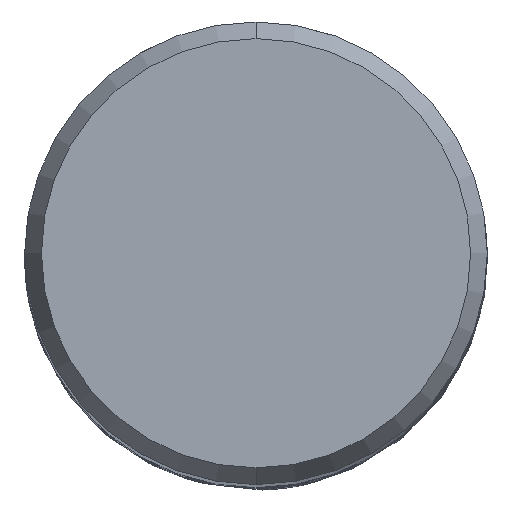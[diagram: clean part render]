
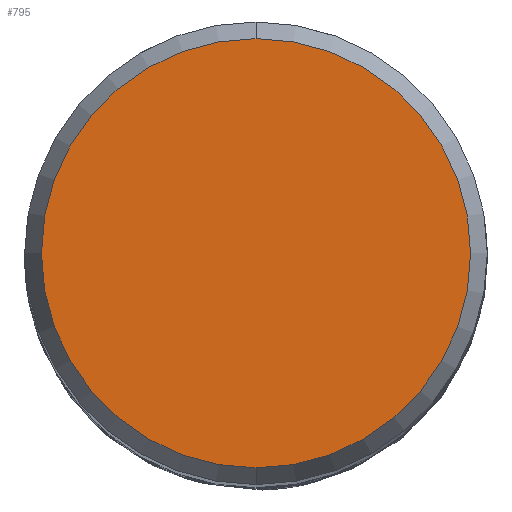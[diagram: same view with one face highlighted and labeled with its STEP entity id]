
A CAD part, top view. The second image highlights one B-rep face of the part: STEP entity #795.
In plain terms, the highlighted planar face has unit normal (0, 0, 1).
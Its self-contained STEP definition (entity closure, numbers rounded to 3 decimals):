
#795=ADVANCED_FACE('',(#2019),#2020,.T.);
#1475=EDGE_CURVE('',#1749,#1509,#2767,.T.);
#1509=VERTEX_POINT('',#2802);
#1749=VERTEX_POINT('',#3062);
#1775=EDGE_CURVE('',#1509,#1749,#3090,.T.);
#2019=FACE_OUTER_BOUND('',#5215,.T.);
#2020=PLANE('',#5216);
#2767=CIRCLE('',#13797,7.423);
#2802=CARTESIAN_POINT('',(0.,-7.423,0.0));
#3062=CARTESIAN_POINT('',(0.0,7.423,0.0));
#3090=CIRCLE('',#17475,7.423);
#5215=EDGE_LOOP('',(#17805,#17806));
#5216=AXIS2_PLACEMENT_3D('',#17807,#17808,#17809);
#13797=AXIS2_PLACEMENT_3D('',#18602,#18603,#18604);
#17475=AXIS2_PLACEMENT_3D('',#18891,#18892,#18893);
#17805=ORIENTED_EDGE('',*,*,#1475,.F.);
#17806=ORIENTED_EDGE('',*,*,#1775,.F.);
#17807=CARTESIAN_POINT('',(0.0,3.711,0.0));
#17808=DIRECTION('',(-0.0,0.0,1.0));
#17809=DIRECTION('',(0.0,-1.0,0.0));
#18602=CARTESIAN_POINT('',(0.0,0.0,0.0));
#18603=DIRECTION('',(0.0,0.0,-1.0));
#18604=DIRECTION('',(0.0,1.0,0.0));
#18891=CARTESIAN_POINT('',(0.0,0.0,0.0));
#18892=DIRECTION('',(0.0,0.0,-1.0));
#18893=DIRECTION('',(0.0,1.0,0.0));
